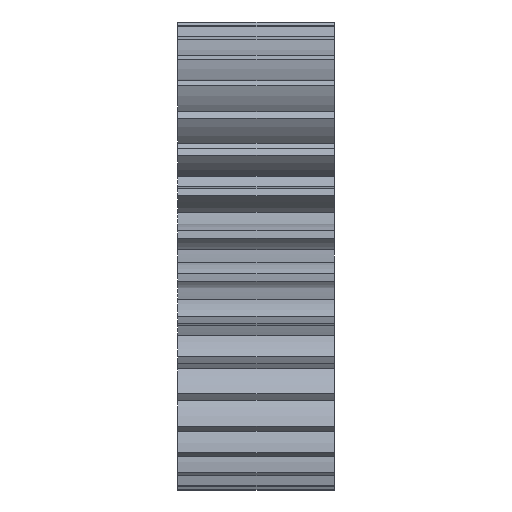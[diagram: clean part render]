
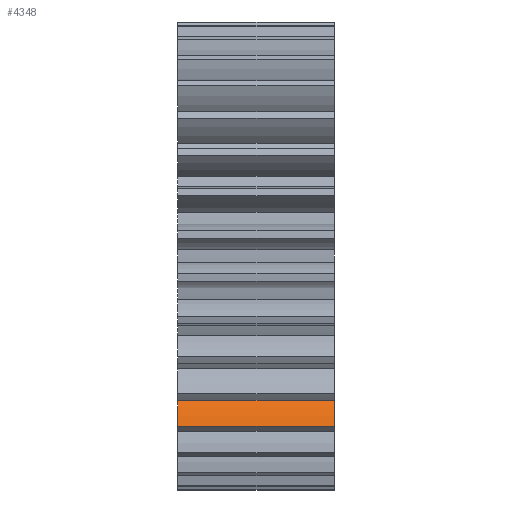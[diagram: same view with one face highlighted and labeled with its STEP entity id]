
A CAD part, front view. The second image highlights one B-rep face of the part: STEP entity #4348.
In plain terms, the highlighted cylindrical face has radius 7.197 mm (diameter 14.393 mm), a partial arc.
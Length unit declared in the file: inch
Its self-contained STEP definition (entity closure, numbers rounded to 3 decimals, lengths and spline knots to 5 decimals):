
#184 = EDGE_CURVE ( 'NONE', #4331, #3170, #3521, .T. ) ;
#222 = EDGE_CURVE ( 'NONE', #3170, #4236, #4377, .T. ) ;
#363 = CARTESIAN_POINT ( 'NONE',  ( 0.5, -0.24097, -0.62047 ) ) ;
#542 = CYLINDRICAL_SURFACE ( 'NONE', #3237, 0.28333 ) ;
#584 = CARTESIAN_POINT ( 'NONE',  ( 0.5, -0.47184, -0.45622 ) ) ;
#800 = CARTESIAN_POINT ( 'NONE',  ( 0.5, -0.51431, -0.54588 ) ) ;
#886 = AXIS2_PLACEMENT_3D ( 'NONE', #3387, #1429, #2172 ) ;
#973 = VECTOR ( 'NONE', #990, 39.37008 ) ;
#990 = DIRECTION ( 'NONE',  ( -1., 0., 0. ) ) ;
#1003 = FACE_OUTER_BOUND ( 'NONE', #2187, .T. ) ;
#1253 = ORIENTED_EDGE ( 'NONE', *, *, #2468, .T. ) ;
#1258 = AXIS2_PLACEMENT_3D ( 'NONE', #363, #3620, #4689 ) ;
#1429 = DIRECTION ( 'NONE',  ( 1., 0., 0. ) ) ;
#1893 = CARTESIAN_POINT ( 'NONE',  ( 0.25, -0.51431, -0.54588 ) ) ;
#1978 = EDGE_CURVE ( 'NONE', #3496, #4331, #4165, .T. ) ;
#2077 = CARTESIAN_POINT ( 'NONE',  ( 0., -0.51431, -0.54588 ) ) ;
#2172 = DIRECTION ( 'NONE',  ( 0., 0., -1. ) ) ;
#2187 = EDGE_LOOP ( 'NONE', ( #3008, #4431, #1253, #4018 ) ) ;
#2468 = EDGE_CURVE ( 'NONE', #4236, #3496, #2946, .T. ) ;
#2777 = CARTESIAN_POINT ( 'NONE',  ( 0.5, -0.47184, -0.45622 ) ) ;
#2946 = LINE ( 'NONE', #584, #973 ) ;
#3008 = ORIENTED_EDGE ( 'NONE', *, *, #184, .T. ) ;
#3138 = DIRECTION ( 'NONE',  ( 1., 0., 0. ) ) ;
#3170 = VERTEX_POINT ( 'NONE', #800 ) ;
#3237 = AXIS2_PLACEMENT_3D ( 'NONE', #4490, #4112, #3368 ) ;
#3368 = DIRECTION ( 'NONE',  ( 0., 0., 1. ) ) ;
#3387 = CARTESIAN_POINT ( 'NONE',  ( 0., -0.24097, -0.62047 ) ) ;
#3496 = VERTEX_POINT ( 'NONE', #3518 ) ;
#3518 = CARTESIAN_POINT ( 'NONE',  ( 0., -0.47184, -0.45622 ) ) ;
#3521 = LINE ( 'NONE', #1893, #4214 ) ;
#3620 = DIRECTION ( 'NONE',  ( -1., 0., 0. ) ) ;
#4018 = ORIENTED_EDGE ( 'NONE', *, *, #1978, .T. ) ;
#4112 = DIRECTION ( 'NONE',  ( -1., 0., 0. ) ) ;
#4165 = CIRCLE ( 'NONE', #886, 0.28333 ) ;
#4214 = VECTOR ( 'NONE', #3138, 39.37008 ) ;
#4236 = VERTEX_POINT ( 'NONE', #2777 ) ;
#4331 = VERTEX_POINT ( 'NONE', #2077 ) ;
#4348 = ADVANCED_FACE ( 'NONE', ( #1003 ), #542, .T. ) ;
#4377 = CIRCLE ( 'NONE', #1258, 0.28333 ) ;
#4431 = ORIENTED_EDGE ( 'NONE', *, *, #222, .T. ) ;
#4490 = CARTESIAN_POINT ( 'NONE',  ( 0.5, -0.24097, -0.62047 ) ) ;
#4689 = DIRECTION ( 'NONE',  ( 0., -0.674, 0.739 ) ) ;
